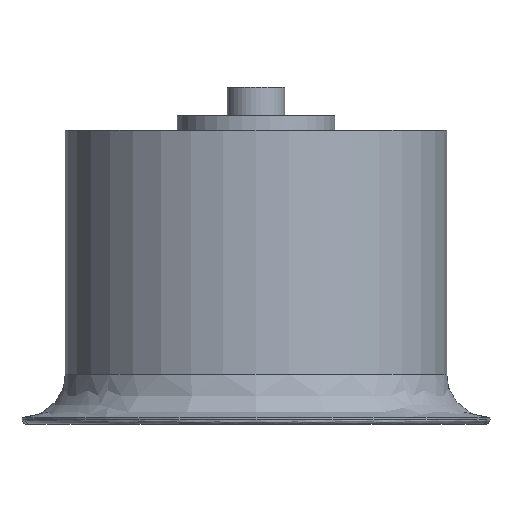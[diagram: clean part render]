
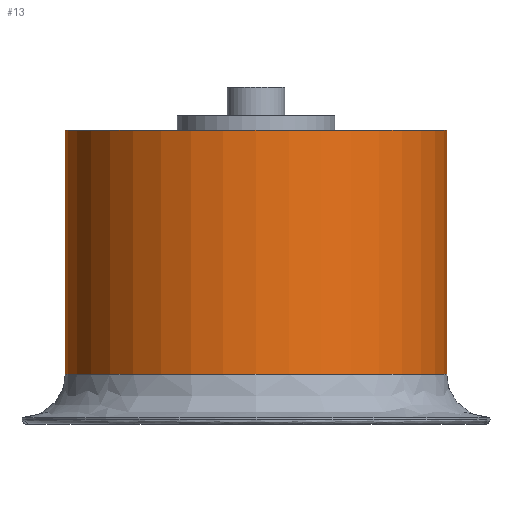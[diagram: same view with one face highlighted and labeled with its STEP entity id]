
A CAD part, left-side view. The second image highlights one B-rep face of the part: STEP entity #13.
In plain terms, the highlighted cylindrical face has radius 15.001 mm (diameter 30.001 mm), a partial arc.
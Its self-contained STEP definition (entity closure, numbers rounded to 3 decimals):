
#13 = ADVANCED_FACE ( 'NONE', ( #4410 ), #5383, .T. ) ;
#168 = LINE ( 'NONE', #3812, #4472 ) ;
#173 = DIRECTION ( 'NONE',  ( 0., 0., 1. ) ) ;
#566 = DIRECTION ( 'NONE',  ( 0., 0., 1. ) ) ;
#949 = CIRCLE ( 'NONE', #2850, 15.001 ) ;
#1060 = DIRECTION ( 'NONE',  ( 0., 1., 0. ) ) ;
#1274 = CARTESIAN_POINT ( 'NONE',  ( -0.004, 24.125, 15.166 ) ) ;
#1318 = VERTEX_POINT ( 'NONE', #1274 ) ;
#1489 = ORIENTED_EDGE ( 'NONE', *, *, #2504, .T. ) ;
#1593 = CARTESIAN_POINT ( 'NONE',  ( -0.004, 43.335, 15.166 ) ) ;
#1731 = AXIS2_PLACEMENT_3D ( 'NONE', #4855, #1060, #173 ) ;
#1767 = CARTESIAN_POINT ( 'NONE',  ( -0.004, 34.013, -14.835 ) ) ;
#2049 = DIRECTION ( 'NONE',  ( 0., 0., 1. ) ) ;
#2057 = DIRECTION ( 'NONE',  ( 0., 1., 0. ) ) ;
#2261 = ORIENTED_EDGE ( 'NONE', *, *, #3638, .T. ) ;
#2504 = EDGE_CURVE ( 'NONE', #4900, #3850, #2732, .T. ) ;
#2555 = CARTESIAN_POINT ( 'NONE',  ( -0.004, 43.335, -14.835 ) ) ;
#2732 = CIRCLE ( 'NONE', #3010, 15.001 ) ;
#2850 = AXIS2_PLACEMENT_3D ( 'NONE', #5450, #3803, #2049 ) ;
#2855 = ORIENTED_EDGE ( 'NONE', *, *, #4222, .T. ) ;
#3008 = EDGE_LOOP ( 'NONE', ( #4872, #2855, #2261, #1489 ) ) ;
#3010 = AXIS2_PLACEMENT_3D ( 'NONE', #3979, #4831, #566 ) ;
#3137 = CARTESIAN_POINT ( 'NONE',  ( -0.004, 24.125, -14.835 ) ) ;
#3638 = EDGE_CURVE ( 'NONE', #1318, #4900, #168, .T. ) ;
#3803 = DIRECTION ( 'NONE',  ( 0., 1., 0. ) ) ;
#3812 = CARTESIAN_POINT ( 'NONE',  ( -0.004, 34.013, 15.166 ) ) ;
#3850 = VERTEX_POINT ( 'NONE', #2555 ) ;
#3979 = CARTESIAN_POINT ( 'NONE',  ( -0.004, 43.335, 0.165 ) ) ;
#4222 = EDGE_CURVE ( 'NONE', #4447, #1318, #949, .T. ) ;
#4410 = FACE_OUTER_BOUND ( 'NONE', #3008, .T. ) ;
#4447 = VERTEX_POINT ( 'NONE', #3137 ) ;
#4472 = VECTOR ( 'NONE', #2057, 1000. ) ;
#4618 = LINE ( 'NONE', #1767, #4753 ) ;
#4738 = DIRECTION ( 'NONE',  ( 0., 1., 0. ) ) ;
#4753 = VECTOR ( 'NONE', #4738, 1000. ) ;
#4831 = DIRECTION ( 'NONE',  ( 0., -1., 0. ) ) ;
#4855 = CARTESIAN_POINT ( 'NONE',  ( -0.004, 34.013, 0.165 ) ) ;
#4872 = ORIENTED_EDGE ( 'NONE', *, *, #5230, .F. ) ;
#4900 = VERTEX_POINT ( 'NONE', #1593 ) ;
#5230 = EDGE_CURVE ( 'NONE', #4447, #3850, #4618, .T. ) ;
#5383 = CYLINDRICAL_SURFACE ( 'NONE', #1731, 15.001 ) ;
#5450 = CARTESIAN_POINT ( 'NONE',  ( -0.004, 24.125, 0.165 ) ) ;
